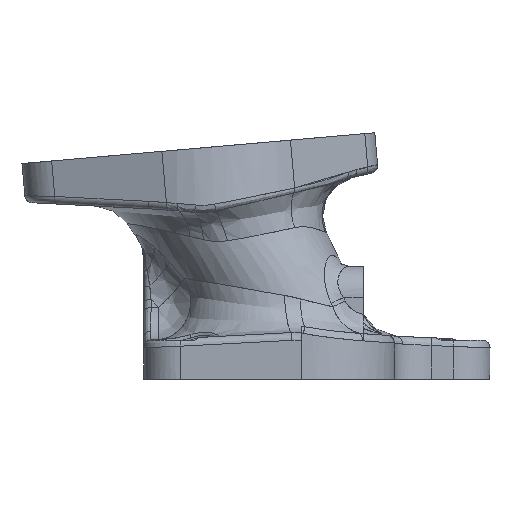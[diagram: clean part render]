
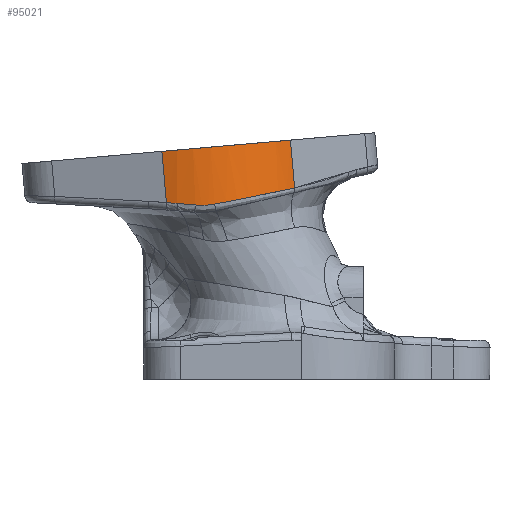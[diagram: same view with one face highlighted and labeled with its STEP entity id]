
A CAD part, left-side view. The second image highlights one B-rep face of the part: STEP entity #95021.
In plain terms, the highlighted free-form (B-spline) face has degree [2, 1] with [3, 2] control points.
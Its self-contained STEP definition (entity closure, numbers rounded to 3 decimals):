
#95021 = ADVANCED_FACE('',(#95022),#95144,.T.);
#95022 = FACE_BOUND('',#95023,.T.);
#95023 = EDGE_LOOP('',(#95024,#95035,#95044,#95053,#95060,#95068,#95075,
    #95084,#95094,#95105,#95115,#95126,#95136));
#95024 = ORIENTED_EDGE('',*,*,#95025,.F.);
#95025 = EDGE_CURVE('',#95026,#95028,#95030,.T.);
#95026 = VERTEX_POINT('',#95027);
#95027 = CARTESIAN_POINT('',(-173.022,28.734,
    47.271));
#95028 = VERTEX_POINT('',#95029);
#95029 = CARTESIAN_POINT('',(-172.947,23.471,
    47.518));
#95030 = B_SPLINE_CURVE_WITH_KNOTS('',3,(#95031,#95032,#95033,#95034),
  .UNSPECIFIED.,.F.,.F.,(4,4),(0.,1.),.PIECEWISE_BEZIER_KNOTS.);
#95031 = CARTESIAN_POINT('',(-173.022,28.734,
    47.271));
#95032 = CARTESIAN_POINT('',(-173.138,26.967,
    47.116));
#95033 = CARTESIAN_POINT('',(-173.115,25.212,
    47.188));
#95034 = CARTESIAN_POINT('',(-172.947,23.471,
    47.518));
#95035 = ORIENTED_EDGE('',*,*,#95036,.F.);
#95036 = EDGE_CURVE('',#95037,#95026,#95039,.T.);
#95037 = VERTEX_POINT('',#95038);
#95038 = CARTESIAN_POINT('',(-172.326,33.667,
    47.69));
#95039 = B_SPLINE_CURVE_WITH_KNOTS('',3,(#95040,#95041,#95042,#95043),
  .UNSPECIFIED.,.F.,.F.,(4,4),(0.,1.),.PIECEWISE_BEZIER_KNOTS.);
#95040 = CARTESIAN_POINT('',(-172.326,33.667,
    47.69));
#95041 = CARTESIAN_POINT('',(-172.681,32.039,
    47.556));
#95042 = CARTESIAN_POINT('',(-172.913,30.395,
    47.416));
#95043 = CARTESIAN_POINT('',(-173.022,28.734,
    47.271));
#95044 = ORIENTED_EDGE('',*,*,#95045,.F.);
#95045 = EDGE_CURVE('',#95046,#95037,#95048,.T.);
#95046 = VERTEX_POINT('',#95047);
#95047 = CARTESIAN_POINT('',(-171.551,36.581,
    47.91));
#95048 = B_SPLINE_CURVE_WITH_KNOTS('',3,(#95049,#95050,#95051,#95052),
  .UNSPECIFIED.,.F.,.F.,(4,4),(0.,1.),.PIECEWISE_BEZIER_KNOTS.);
#95049 = CARTESIAN_POINT('',(-171.551,36.581,
    47.91));
#95050 = CARTESIAN_POINT('',(-171.854,35.621,
    47.844));
#95051 = CARTESIAN_POINT('',(-172.112,34.649,
    47.771));
#95052 = CARTESIAN_POINT('',(-172.326,33.667,
    47.69));
#95053 = ORIENTED_EDGE('',*,*,#95054,.F.);
#95054 = EDGE_CURVE('',#95055,#95046,#95057,.T.);
#95055 = VERTEX_POINT('',#95056);
#95056 = CARTESIAN_POINT('',(-171.551,37.797,
    61.808));
#95057 = B_SPLINE_CURVE_WITH_KNOTS('',1,(#95058,#95059),.UNSPECIFIED.,
  .F.,.F.,(2,2),(0.,13.218),.PIECEWISE_BEZIER_KNOTS.);
#95058 = CARTESIAN_POINT('',(-171.551,37.797,
    61.808));
#95059 = CARTESIAN_POINT('',(-171.551,36.581,
    47.91));
#95060 = ORIENTED_EDGE('',*,*,#95061,.F.);
#95061 = EDGE_CURVE('',#95062,#95055,#95064,.T.);
#95062 = VERTEX_POINT('',#95063);
#95063 = CARTESIAN_POINT('',(-161.407,2.936,
    64.858));
#95064 = ( BOUNDED_CURVE() B_SPLINE_CURVE(2,(#95065,#95066,#95067),
.UNSPECIFIED.,.F.,.F.) B_SPLINE_CURVE_WITH_KNOTS((3,3),(
0.,1.181),.PIECEWISE_BEZIER_KNOTS.) CURVE() 
GEOMETRIC_REPRESENTATION_ITEM() RATIONAL_B_SPLINE_CURVE((1.,
0.831,1.)) REPRESENTATION_ITEM('') );
#95065 = CARTESIAN_POINT('',(-161.407,2.936,
    64.858));
#95066 = CARTESIAN_POINT('',(-178.208,16.98,
    63.629));
#95067 = CARTESIAN_POINT('',(-171.551,37.797,
    61.808));
#95068 = ORIENTED_EDGE('',*,*,#95069,.F.);
#95069 = EDGE_CURVE('',#95070,#95062,#95072,.T.);
#95070 = VERTEX_POINT('',#95071);
#95071 = CARTESIAN_POINT('',(-161.407,1.802,
    51.898));
#95072 = B_SPLINE_CURVE_WITH_KNOTS('',1,(#95073,#95074),.UNSPECIFIED.,
  .F.,.F.,(2,2),(0.,12.326),.PIECEWISE_BEZIER_KNOTS.);
#95073 = CARTESIAN_POINT('',(-161.407,1.802,
    51.898));
#95074 = CARTESIAN_POINT('',(-161.407,2.936,
    64.858));
#95075 = ORIENTED_EDGE('',*,*,#95076,.F.);
#95076 = EDGE_CURVE('',#95077,#95070,#95079,.T.);
#95077 = VERTEX_POINT('',#95078);
#95078 = CARTESIAN_POINT('',(-161.429,1.82,
    51.894));
#95079 = B_SPLINE_CURVE_WITH_KNOTS('',3,(#95080,#95081,#95082,#95083),
  .UNSPECIFIED.,.F.,.F.,(4,4),(0.,0.),
  .PIECEWISE_BEZIER_KNOTS.);
#95080 = CARTESIAN_POINT('',(-161.429,1.82,
    51.894));
#95081 = CARTESIAN_POINT('',(-161.422,1.814,
    51.895));
#95082 = CARTESIAN_POINT('',(-161.414,1.808,
    51.897));
#95083 = CARTESIAN_POINT('',(-161.407,1.802,
    51.898));
#95084 = ORIENTED_EDGE('',*,*,#95085,.F.);
#95085 = EDGE_CURVE('',#95086,#95077,#95088,.T.);
#95086 = VERTEX_POINT('',#95087);
#95087 = CARTESIAN_POINT('',(-165.89,6.317,
    50.94));
#95088 = B_SPLINE_CURVE_WITH_KNOTS('',4,(#95089,#95090,#95091,#95092,
    #95093),.UNSPECIFIED.,.F.,.F.,(5,5),(0.75,1.),
  .PIECEWISE_BEZIER_KNOTS.);
#95089 = CARTESIAN_POINT('',(-165.89,6.317,
    50.94));
#95090 = CARTESIAN_POINT('',(-164.82,5.003,
    51.215));
#95091 = CARTESIAN_POINT('',(-163.703,3.82,
    51.466));
#95092 = CARTESIAN_POINT('',(-162.567,2.762,
    51.692));
#95093 = CARTESIAN_POINT('',(-161.429,1.82,
    51.894));
#95094 = ORIENTED_EDGE('',*,*,#95095,.F.);
#95095 = EDGE_CURVE('',#95096,#95086,#95098,.T.);
#95096 = VERTEX_POINT('',#95097);
#95097 = CARTESIAN_POINT('',(-169.352,11.531,
    49.863));
#95098 = B_SPLINE_CURVE_WITH_KNOTS('',5,(#95099,#95100,#95101,#95102,
    #95103,#95104),.UNSPECIFIED.,.F.,.F.,(6,6),(0.5,0.75),
  .PIECEWISE_BEZIER_KNOTS.);
#95099 = CARTESIAN_POINT('',(-169.352,11.531,
    49.863));
#95100 = CARTESIAN_POINT('',(-168.69,10.285,
    50.116));
#95101 = CARTESIAN_POINT('',(-167.996,9.145,
    50.35));
#95102 = CARTESIAN_POINT('',(-167.289,8.108,
    50.565));
#95103 = CARTESIAN_POINT('',(-166.583,7.167,
    50.762));
#95104 = CARTESIAN_POINT('',(-165.89,6.317,
    50.94));
#95105 = ORIENTED_EDGE('',*,*,#95106,.F.);
#95106 = EDGE_CURVE('',#95107,#95096,#95109,.T.);
#95107 = VERTEX_POINT('',#95108);
#95108 = CARTESIAN_POINT('',(-170.694,14.386,
    49.287));
#95109 = B_SPLINE_CURVE_WITH_KNOTS('',4,(#95110,#95111,#95112,#95113,
    #95114),.UNSPECIFIED.,.F.,.F.,(5,5),(0.375,0.5),
  .PIECEWISE_BEZIER_KNOTS.);
#95110 = CARTESIAN_POINT('',(-170.694,14.386,
    49.287));
#95111 = CARTESIAN_POINT('',(-170.354,13.558,
    49.453));
#95112 = CARTESIAN_POINT('',(-170.009,12.808,
    49.604));
#95113 = CARTESIAN_POINT('',(-169.673,12.134,
    49.74));
#95114 = CARTESIAN_POINT('',(-169.352,11.531,
    49.863));
#95115 = ORIENTED_EDGE('',*,*,#95116,.F.);
#95116 = EDGE_CURVE('',#95117,#95107,#95119,.T.);
#95117 = VERTEX_POINT('',#95118);
#95118 = CARTESIAN_POINT('',(-171.741,17.334,
    48.702));
#95119 = B_SPLINE_CURVE_WITH_KNOTS('',5,(#95120,#95121,#95122,#95123,
    #95124,#95125),.UNSPECIFIED.,.F.,.F.,(6,6),(0.25,0.375),
  .PIECEWISE_BEZIER_KNOTS.);
#95120 = CARTESIAN_POINT('',(-171.741,17.334,
    48.702));
#95121 = CARTESIAN_POINT('',(-171.426,16.286,
    48.908));
#95122 = CARTESIAN_POINT('',(-171.133,15.475,
    49.069));
#95123 = CARTESIAN_POINT('',(-170.902,14.894,
    49.185));
#95124 = CARTESIAN_POINT('',(-170.754,14.531,
    49.258));
#95125 = CARTESIAN_POINT('',(-170.694,14.386,
    49.287));
#95126 = ORIENTED_EDGE('',*,*,#95127,.F.);
#95127 = EDGE_CURVE('',#95128,#95117,#95130,.T.);
#95128 = VERTEX_POINT('',#95129);
#95129 = CARTESIAN_POINT('',(-172.493,20.362,
    48.112));
#95130 = B_SPLINE_CURVE_WITH_KNOTS('',4,(#95131,#95132,#95133,#95134,
    #95135),.UNSPECIFIED.,.F.,.F.,(5,5),(0.125,0.25),
  .PIECEWISE_BEZIER_KNOTS.);
#95131 = CARTESIAN_POINT('',(-172.493,20.362,
    48.112));
#95132 = CARTESIAN_POINT('',(-172.375,19.764,
    48.228));
#95133 = CARTESIAN_POINT('',(-172.22,19.058,
    48.365));
#95134 = CARTESIAN_POINT('',(-172.015,18.245,
    48.523));
#95135 = CARTESIAN_POINT('',(-171.741,17.334,
    48.702));
#95136 = ORIENTED_EDGE('',*,*,#95137,.F.);
#95137 = EDGE_CURVE('',#95028,#95128,#95138,.T.);
#95138 = B_SPLINE_CURVE_WITH_KNOTS('',4,(#95139,#95140,#95141,#95142,
    #95143),.UNSPECIFIED.,.F.,.F.,(5,5),(0.,0.125),
  .PIECEWISE_BEZIER_KNOTS.);
#95139 = CARTESIAN_POINT('',(-172.947,23.471,
    47.518));
#95140 = CARTESIAN_POINT('',(-172.879,22.754,
    47.653));
#95141 = CARTESIAN_POINT('',(-172.784,21.996,
    47.798));
#95142 = CARTESIAN_POINT('',(-172.658,21.198,
    47.951));
#95143 = CARTESIAN_POINT('',(-172.493,20.362,
    48.112));
#95144 = ( BOUNDED_SURFACE() B_SPLINE_SURFACE(2,1,(
    (#95145,#95146)
    ,(#95147,#95148)
    ,(#95149,#95150
)),.UNSPECIFIED.,.F.,.F.,.F.) B_SPLINE_SURFACE_WITH_KNOTS((3,3),(2,2),(
    0.698,1.879),(0.,14.865),
.PIECEWISE_BEZIER_KNOTS.) GEOMETRIC_REPRESENTATION_ITEM() 
RATIONAL_B_SPLINE_SURFACE((
    (1.,1.)
    ,(0.831,0.831)
,(1.,1.))) REPRESENTATION_ITEM('') SURFACE() );
#95145 = CARTESIAN_POINT('',(-161.407,1.568,
    49.228));
#95146 = CARTESIAN_POINT('',(-161.407,2.936,
    64.858));
#95147 = CARTESIAN_POINT('',(-178.208,15.612,
    47.999));
#95148 = CARTESIAN_POINT('',(-178.208,16.98,
    63.629));
#95149 = CARTESIAN_POINT('',(-171.551,36.43,
    46.178));
#95150 = CARTESIAN_POINT('',(-171.551,37.797,
    61.808));
